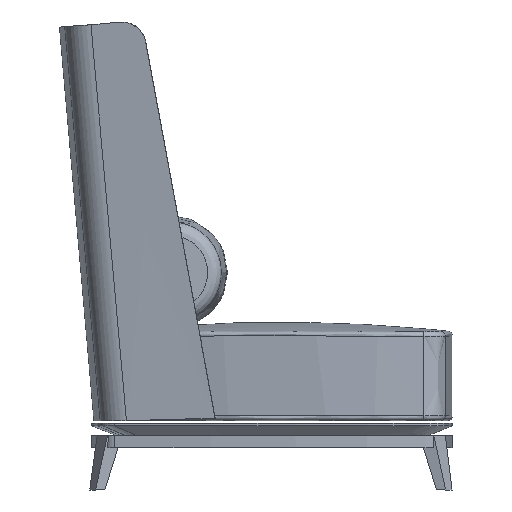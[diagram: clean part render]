
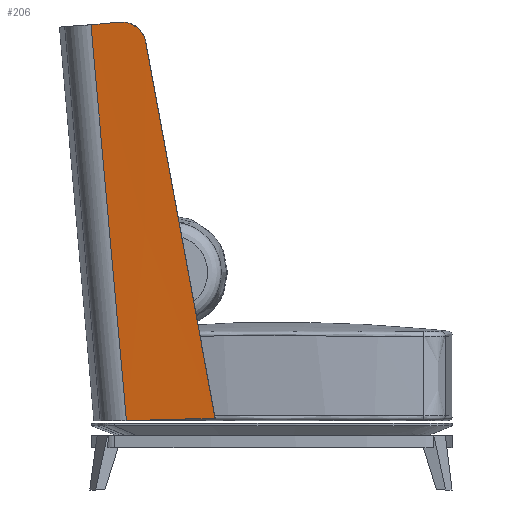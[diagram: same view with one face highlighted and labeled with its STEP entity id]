
A CAD part, left-side view. The second image highlights one B-rep face of the part: STEP entity #206.
In plain terms, the highlighted free-form (B-spline) face has degree [3, 1] with [4, 2] control points.
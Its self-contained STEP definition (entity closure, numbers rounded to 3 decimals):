
#29=B_SPLINE_CURVE_WITH_KNOTS($,3,(#3349,#3350,#3351,#3352),.UNSPECIFIED.,
.F.,.F.,(4,4),(-142.623,0.),.UNSPECIFIED.);
#34=B_SPLINE_CURVE_WITH_KNOTS($,1,(#3397,#3398),.UNSPECIFIED.,.F.,.F.,(2,
2),(-798.037,0.),.UNSPECIFIED.);
#42=B_SPLINE_CURVE_WITH_KNOTS($,3,(#3479,#3480,#3481,#3482),.UNSPECIFIED.,
.F.,.F.,(4,4),(44.388,100.372),.UNSPECIFIED.);
#43=B_SPLINE_CURVE_WITH_KNOTS($,1,(#3483,#3484),.UNSPECIFIED.,.F.,.F.,(2,
2),(-753.374,0.),.UNSPECIFIED.);
#46=B_SPLINE_CURVE_WITH_KNOTS($,3,(#3499,#3500,#3501,#3502,#3503,#3504,#3505,
#3506,#3507,#3508,#3509,#3510),.UNSPECIFIED.,.F.,.F.,(4,1,1,1,1,1,1,1,1,
4),(-74.245,-66.539,-58.456,-50.078,
-41.509,-32.867,-24.281,-15.872,
-7.75,0.),.UNSPECIFIED.);
#206=ADVANCED_FACE($,(#333),#1670,.T.);
#333=FACE_OUTER_BOUND($,#460,.T.);
#460=EDGE_LOOP($,(#677,#678,#679,#680,#681));
#677=ORIENTED_EDGE($,*,*,#1239,.T.);
#678=ORIENTED_EDGE($,*,*,#1231,.T.);
#679=ORIENTED_EDGE($,*,*,#1226,.T.);
#680=ORIENTED_EDGE($,*,*,#1240,.F.);
#681=ORIENTED_EDGE($,*,*,#1243,.T.);
#1226=EDGE_CURVE($,#1515,#1514,#29,.T.);
#1231=EDGE_CURVE($,#1510,#1515,#34,.T.);
#1239=EDGE_CURVE($,#1525,#1510,#42,.T.);
#1240=EDGE_CURVE($,#1526,#1514,#43,.T.);
#1243=EDGE_CURVE($,#1526,#1525,#46,.T.);
#1510=VERTEX_POINT($,#5084);
#1514=VERTEX_POINT($,#5088);
#1515=VERTEX_POINT($,#5089);
#1525=VERTEX_POINT($,#5099);
#1526=VERTEX_POINT($,#5100);
#1670=B_SPLINE_SURFACE_WITH_KNOTS($,3,1,((#4077,#4078),(#4079,#4080),(#4081,
#4082),(#4083,#4084)),.UNSPECIFIED.,.F.,.F.,.F.,(4,4),(2,2),(0.,142.623),
(-798.835,0.),.UNSPECIFIED.);
#3349=CARTESIAN_POINT($,(222908.885,20375.421,136.));
#3350=CARTESIAN_POINT($,(222900.192,20315.699,137.667));
#3351=CARTESIAN_POINT($,(222891.499,20255.977,139.333));
#3352=CARTESIAN_POINT($,(222882.807,20196.255,141.));
#3397=CARTESIAN_POINT($,(222899.34,20447.144,935.796));
#3398=CARTESIAN_POINT($,(222908.885,20375.421,136.));
#3479=CARTESIAN_POINT($,(222890.12,20390.061,941.222));
#3480=CARTESIAN_POINT($,(222893.193,20409.089,939.413));
#3481=CARTESIAN_POINT($,(222896.266,20428.116,937.605));
#3482=CARTESIAN_POINT($,(222899.34,20447.144,935.796));
#3483=CARTESIAN_POINT($,(222882.81,20336.488,900.498));
#3484=CARTESIAN_POINT($,(222882.807,20196.255,141.));
#3499=CARTESIAN_POINT($,(222882.81,20336.488,900.498));
#3500=CARTESIAN_POINT($,(222882.81,20336.954,903.024));
#3501=CARTESIAN_POINT($,(222882.874,20338.309,908.134));
#3502=CARTESIAN_POINT($,(222883.175,20341.578,915.528));
#3503=CARTESIAN_POINT($,(222883.696,20346.164,922.527));
#3504=CARTESIAN_POINT($,(222884.435,20351.979,928.78));
#3505=CARTESIAN_POINT($,(222885.368,20358.819,933.979));
#3506=CARTESIAN_POINT($,(222886.455,20366.384,937.895));
#3507=CARTESIAN_POINT($,(222887.643,20374.321,940.416));
#3508=CARTESIAN_POINT($,(222888.874,20382.274,941.553));
#3509=CARTESIAN_POINT($,(222889.71,20387.522,941.463));
#3510=CARTESIAN_POINT($,(222890.12,20390.061,941.222));
#4077=CARTESIAN_POINT($,(222882.81,20344.95,946.328));
#4078=CARTESIAN_POINT($,(222882.807,20196.255,141.));
#4079=CARTESIAN_POINT($,(222888.317,20379.038,943.084));
#4080=CARTESIAN_POINT($,(222891.499,20255.977,139.333));
#4081=CARTESIAN_POINT($,(222893.823,20413.127,939.84));
#4082=CARTESIAN_POINT($,(222900.192,20315.699,137.667));
#4083=CARTESIAN_POINT($,(222899.33,20447.216,936.596));
#4084=CARTESIAN_POINT($,(222908.885,20375.421,136.));
#5084=CARTESIAN_POINT($,(222899.34,20447.144,935.796));
#5088=CARTESIAN_POINT($,(222882.807,20196.255,141.));
#5089=CARTESIAN_POINT($,(222908.885,20375.421,136.));
#5099=CARTESIAN_POINT($,(222890.12,20390.061,941.222));
#5100=CARTESIAN_POINT($,(222882.81,20336.488,900.498));
